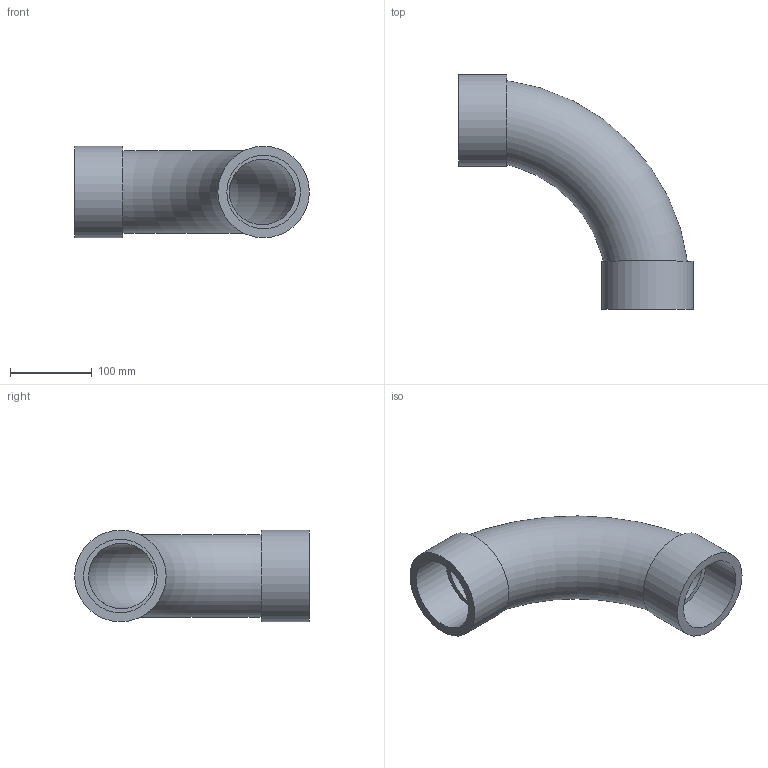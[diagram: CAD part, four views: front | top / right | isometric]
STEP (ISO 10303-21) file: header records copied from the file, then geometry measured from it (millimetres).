
FILE_DESCRIPTION(/* description */ (''),/* implementation_level */ '2;1');
FILE_NAME(/* name */ 'SIV090.ipt.stp',/* time_stamp */ '2014-06-06T15:28:03+02:00',/* author */ ('bfaro'),/* organization */ (''),/* preprocessor_version */ 'ST-DEVELOPER v15.6',/* originating_system */ 'Autodesk Inventor 2015',/* authorisation */ '');
FILE_SCHEMA (('AUTOMOTIVE_DESIGN { 1 0 10303 214 3 1 1 }'));
Length unit declared in the file: millimetre
Products named in the file (1): SIV090
Bounding box: 286.9 x 286.9 x 111.8 mm (x, y, z)
Volume: 1206756.6 mm3; surface area: 232667.1 mm2
Topology: 1 solids, 1 shells, 12 faces, 22 edges, 16 vertices
Faces by surface type: plane 6, cylinder 4, torus 2
Full cylindrical faces by diameter (mm): 90 x2, 111.8 x2
Entity records: 1164 total; most frequent: CARTESIAN_POINT 921, DIRECTION 42, ORIENTED_EDGE 32, EDGE_LOOP 24, AXIS2_PLACEMENT_3D 21, VERTEX_POINT 16, EDGE_CURVE 16, FACE_BOUND 12
